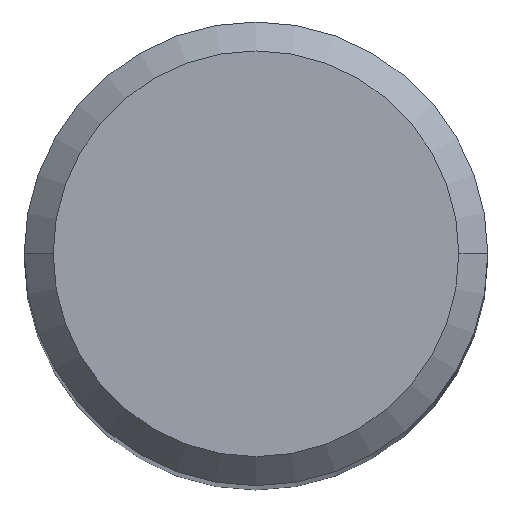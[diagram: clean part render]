
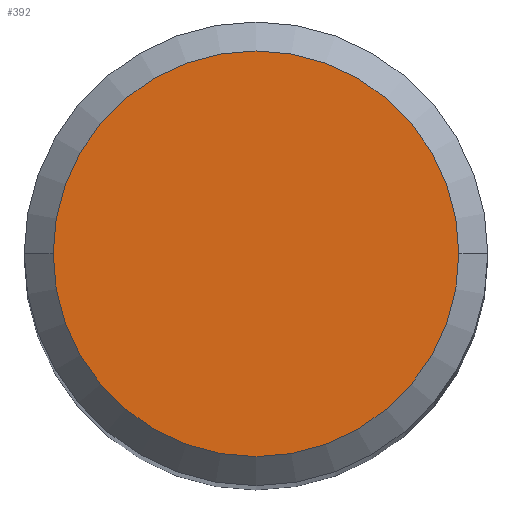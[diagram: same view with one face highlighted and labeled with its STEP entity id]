
A CAD part, top view. The second image highlights one B-rep face of the part: STEP entity #392.
In plain terms, the highlighted planar face has unit normal (0, 0, 1).
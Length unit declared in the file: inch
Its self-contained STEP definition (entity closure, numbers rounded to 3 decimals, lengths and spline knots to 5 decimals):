
#26 = DIRECTION ( 'NONE',  ( 0., 0., 1. ) ) ;
#39 = AXIS2_PLACEMENT_3D ( 'NONE', #275, #26, #60 ) ;
#60 = DIRECTION ( 'NONE',  ( 1., 0., 0. ) ) ;
#86 = EDGE_CURVE ( 'NONE', #234, #276, #172, .T. ) ;
#89 = AXIS2_PLACEMENT_3D ( 'NONE', #264, #94, #162 ) ;
#94 = DIRECTION ( 'NONE',  ( 0., 0., 1. ) ) ;
#103 = DIRECTION ( 'NONE',  ( 0., 0., -1. ) ) ;
#119 = CARTESIAN_POINT ( 'NONE',  ( -0.21875, 0., 0. ) ) ;
#143 = CARTESIAN_POINT ( 'NONE',  ( 0., 0., 0. ) ) ;
#152 = ORIENTED_EDGE ( 'NONE', *, *, #86, .T. ) ;
#162 = DIRECTION ( 'NONE',  ( 1., 0., 0. ) ) ;
#168 = DIRECTION ( 'NONE',  ( -1., 0., 0. ) ) ;
#172 = CIRCLE ( 'NONE', #39, 0.21875 ) ;
#225 = EDGE_LOOP ( 'NONE', ( #152, #386 ) ) ;
#234 = VERTEX_POINT ( 'NONE', #119 ) ;
#264 = CARTESIAN_POINT ( 'NONE',  ( 0., 0., 0. ) ) ;
#275 = CARTESIAN_POINT ( 'NONE',  ( 0., 0., 0. ) ) ;
#276 = VERTEX_POINT ( 'NONE', #335 ) ;
#330 = AXIS2_PLACEMENT_3D ( 'NONE', #143, #103, #168 ) ;
#332 = EDGE_CURVE ( 'NONE', #276, #234, #387, .T. ) ;
#335 = CARTESIAN_POINT ( 'NONE',  ( 0.21875, 0., 0. ) ) ;
#352 = FACE_OUTER_BOUND ( 'NONE', #225, .T. ) ;
#386 = ORIENTED_EDGE ( 'NONE', *, *, #332, .T. ) ;
#387 = CIRCLE ( 'NONE', #89, 0.21875 ) ;
#392 = ADVANCED_FACE ( 'NONE', ( #352 ), #416, .F. ) ;
#416 = PLANE ( 'NONE',  #330 ) ;
